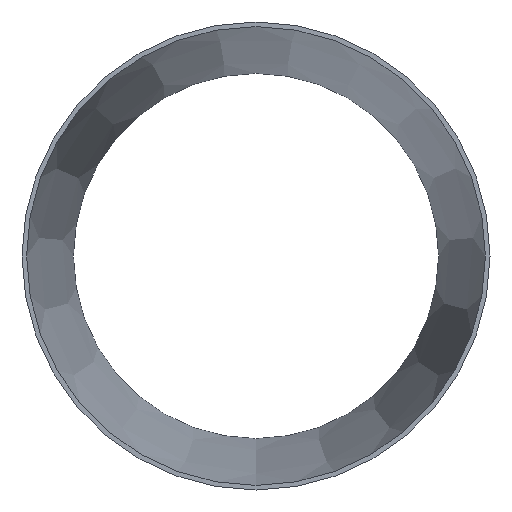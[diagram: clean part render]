
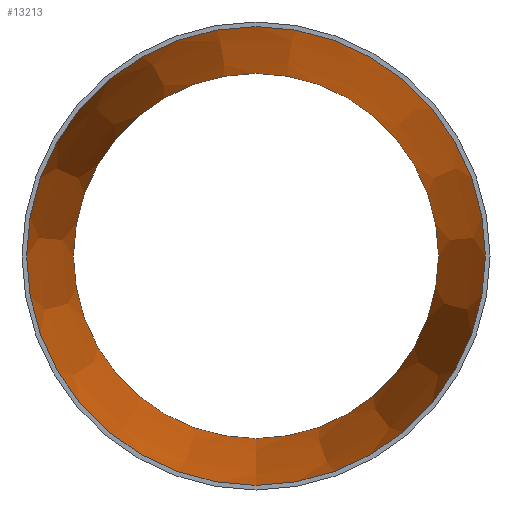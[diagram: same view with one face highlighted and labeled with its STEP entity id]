
A CAD part, front view. The second image highlights one B-rep face of the part: STEP entity #13213.
In plain terms, the highlighted conical face has half-angle 5.711 degrees and reference radius 248.975 mm.
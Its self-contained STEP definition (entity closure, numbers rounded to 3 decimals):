
#1900 = ORIENTED_EDGE ( 'NONE', *, *, #27033, .T. ) ;
#3332 = AXIS2_PLACEMENT_3D ( 'NONE', #27441, #13340, #20646 ) ;
#3654 = DIRECTION ( 'NONE',  ( 0., 0., -1. ) ) ;
#4016 = EDGE_LOOP ( 'NONE', ( #1900 ) ) ;
#4587 = DIRECTION ( 'NONE',  ( 0., -1., 0. ) ) ;
#4631 = VERTEX_POINT ( 'NONE', #26469 ) ;
#6936 = EDGE_LOOP ( 'NONE', ( #20456 ) ) ;
#7284 = FACE_BOUND ( 'NONE', #6936, .T. ) ;
#9338 = EDGE_CURVE ( 'NONE', #4631, #4631, #10176, .T. ) ;
#10176 = CIRCLE ( 'NONE', #14893, 198.175 ) ;
#12369 = CONICAL_SURFACE ( 'NONE', #25602, 248.975, 0.1 ) ;
#13213 = ADVANCED_FACE ( 'NONE', ( #7284, #43248 ), #12369, .F. ) ;
#13340 = DIRECTION ( 'NONE',  ( 0., -1., 0. ) ) ;
#13827 = DIRECTION ( 'NONE',  ( 0., -1., 0. ) ) ;
#14893 = AXIS2_PLACEMENT_3D ( 'NONE', #19861, #4587, #34190 ) ;
#19861 = CARTESIAN_POINT ( 'NONE',  ( 0., 508., 0. ) ) ;
#20456 = ORIENTED_EDGE ( 'NONE', *, *, #9338, .F. ) ;
#20646 = DIRECTION ( 'NONE',  ( 0., 0., -1. ) ) ;
#25602 = AXIS2_PLACEMENT_3D ( 'NONE', #35954, #13827, #3654 ) ;
#26469 = CARTESIAN_POINT ( 'NONE',  ( 0., 508., -198.175 ) ) ;
#27033 = EDGE_CURVE ( 'NONE', #30846, #30846, #32018, .T. ) ;
#27441 = CARTESIAN_POINT ( 'NONE',  ( 0., 0., 0. ) ) ;
#30846 = VERTEX_POINT ( 'NONE', #33991 ) ;
#32018 = CIRCLE ( 'NONE', #3332, 248.975 ) ;
#33991 = CARTESIAN_POINT ( 'NONE',  ( 0., 0., -248.975 ) ) ;
#34190 = DIRECTION ( 'NONE',  ( 0., 0., -1. ) ) ;
#35954 = CARTESIAN_POINT ( 'NONE',  ( 0., 0., 0. ) ) ;
#43248 = FACE_OUTER_BOUND ( 'NONE', #4016, .T. ) ;
